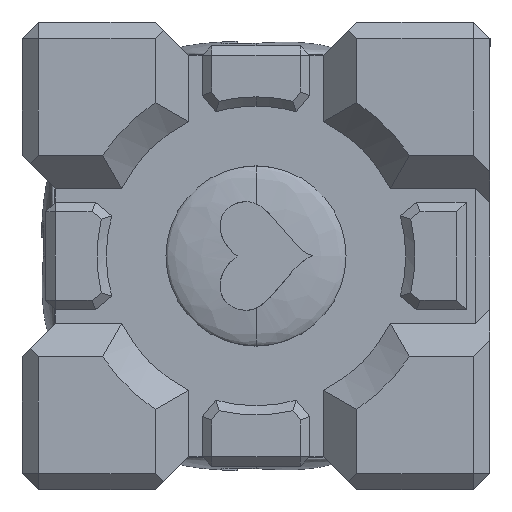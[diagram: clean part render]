
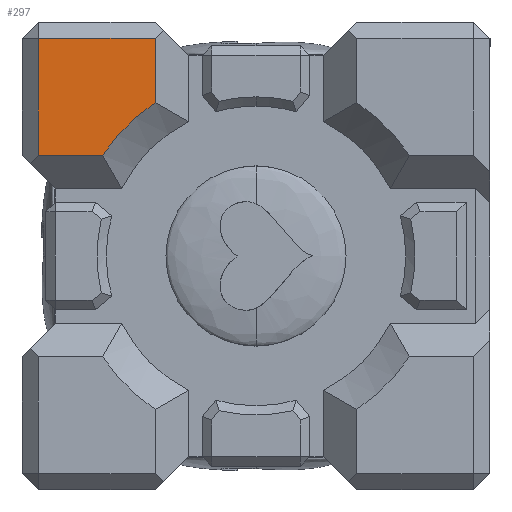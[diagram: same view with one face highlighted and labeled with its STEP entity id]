
A CAD part, left-side view. The second image highlights one B-rep face of the part: STEP entity #297.
In plain terms, the highlighted planar face has unit normal (-1, 0, 0).
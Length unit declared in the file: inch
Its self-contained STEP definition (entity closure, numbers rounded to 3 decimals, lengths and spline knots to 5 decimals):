
#297 = ADVANCED_FACE ( 'NONE', ( #3143 ), #3990, .T. ) ;
#1503 = EDGE_CURVE ( 'NONE', #1555, #1556, #6398, .T. ) ;
#1504 = EDGE_CURVE ( 'NONE', #1558, #1559, #6403, .T. ) ;
#1505 = EDGE_CURVE ( 'NONE', #1559, #1555, #6394, .T. ) ;
#1555 = VERTEX_POINT ( 'NONE', #7067 ) ;
#1556 = VERTEX_POINT ( 'NONE', #7073 ) ;
#1557 = VERTEX_POINT ( 'NONE', #7070 ) ;
#1558 = VERTEX_POINT ( 'NONE', #7074 ) ;
#1559 = VERTEX_POINT ( 'NONE', #7075 ) ;
#2459 = ORIENTED_EDGE ( 'NONE', *, *, #1503, .T. ) ;
#2460 = ORIENTED_EDGE ( 'NONE', *, *, #2842, .T. ) ;
#2804 = EDGE_CURVE ( 'NONE', #1557, #1558, #6949, .T. ) ;
#2842 = EDGE_CURVE ( 'NONE', #1556, #1557, #8710, .T. ) ;
#2989 = ORIENTED_EDGE ( 'NONE', *, *, #2804, .T. ) ;
#2990 = ORIENTED_EDGE ( 'NONE', *, *, #1504, .T. ) ;
#2991 = ORIENTED_EDGE ( 'NONE', *, *, #1505, .T. ) ;
#3143 = FACE_OUTER_BOUND ( 'NONE', #7674, .T. ) ;
#3990 = PLANE ( 'NONE',  #4066 ) ;
#3993 = CARTESIAN_POINT ( 'NONE',  ( -0.5, 0., 0. ) ) ;
#4004 = DIRECTION ( 'NONE',  ( -1., 0., 0. ) ) ;
#4005 = DIRECTION ( 'NONE',  ( 0., 0., -1. ) ) ;
#4066 = AXIS2_PLACEMENT_3D ( 'NONE', #3993, #4004, #4005 ) ;
#5081 = AXIS2_PLACEMENT_3D ( 'NONE', #6305, #6306, #6307 ) ;
#6303 = CARTESIAN_POINT ( 'NONE',  ( -0.5, 0., 0.465 ) ) ;
#6304 = DIRECTION ( 'NONE',  ( 0., 1., 0. ) ) ;
#6305 = CARTESIAN_POINT ( 'NONE',  ( -0.5, 0., 0. ) ) ;
#6306 = DIRECTION ( 'NONE',  ( 1., 0., 0. ) ) ;
#6307 = DIRECTION ( 'NONE',  ( 0., 0., 1. ) ) ;
#6308 = CARTESIAN_POINT ( 'NONE',  ( -0.5, 0.215, 0.5 ) ) ;
#6309 = DIRECTION ( 'NONE',  ( 0., 0., 1. ) ) ;
#6389 = VECTOR ( 'NONE', #6309, 39.37008 ) ;
#6394 = LINE ( 'NONE', #6308, #6389 ) ;
#6398 = LINE ( 'NONE', #6303, #6399 ) ;
#6399 = VECTOR ( 'NONE', #6304, 39.37008 ) ;
#6403 = CIRCLE ( 'NONE', #5081, 0.392 ) ;
#6949 = LINE ( 'NONE', #8601, #8631 ) ;
#7067 = CARTESIAN_POINT ( 'NONE',  ( -0.5, 0.215, 0.465 ) ) ;
#7070 = CARTESIAN_POINT ( 'NONE',  ( -0.5, 0.465, 0.215 ) ) ;
#7073 = CARTESIAN_POINT ( 'NONE',  ( -0.5, 0.465, 0.465 ) ) ;
#7074 = CARTESIAN_POINT ( 'NONE',  ( -0.5, 0.32778, 0.215 ) ) ;
#7075 = CARTESIAN_POINT ( 'NONE',  ( -0.5, 0.215, 0.32778 ) ) ;
#7674 = EDGE_LOOP ( 'NONE', ( #2459, #2460, #2989, #2990, #2991 ) ) ;
#8601 = CARTESIAN_POINT ( 'NONE',  ( -0.5, 0.28627, 0.215 ) ) ;
#8602 = DIRECTION ( 'NONE',  ( 0., -1., 0. ) ) ;
#8631 = VECTOR ( 'NONE', #8602, 39.37008 ) ;
#8710 = LINE ( 'NONE', #9088, #8711 ) ;
#8711 = VECTOR ( 'NONE', #9089, 39.37008 ) ;
#9088 = CARTESIAN_POINT ( 'NONE',  ( -0.5, 0.465, 0. ) ) ;
#9089 = DIRECTION ( 'NONE',  ( 0., 0., -1. ) ) ;
